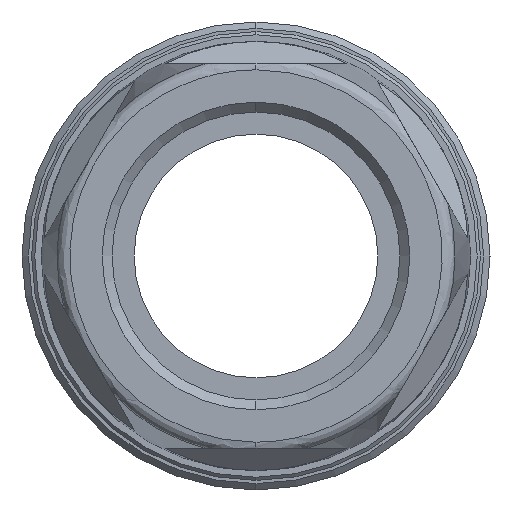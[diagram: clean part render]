
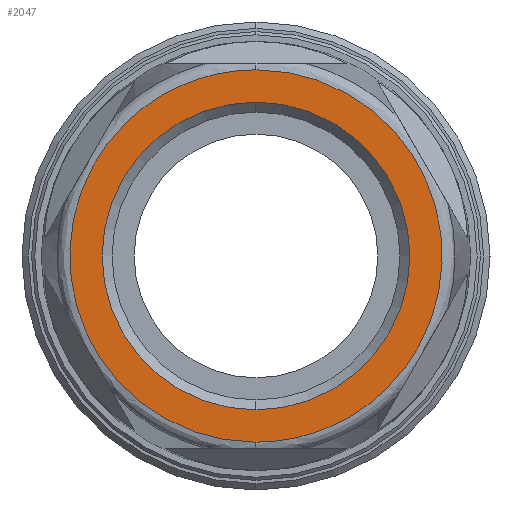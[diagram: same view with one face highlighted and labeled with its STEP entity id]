
A CAD part, left-side view. The second image highlights one B-rep face of the part: STEP entity #2047.
In plain terms, the highlighted planar face has unit normal (-1, 0, 0).
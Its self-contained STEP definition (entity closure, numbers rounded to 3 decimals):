
#85 = CARTESIAN_POINT ( 'NONE',  ( 0., 0., -24. ) ) ;
#86 = CARTESIAN_POINT ( 'NONE',  ( 0., 0., 24. ) ) ;
#285 = CIRCLE ( 'NONE', #544, 24. ) ;
#387 = CIRCLE ( 'NONE', #621, 24. ) ;
#434 = AXIS2_PLACEMENT_3D ( 'NONE', #798, #799, #800 ) ;
#544 = AXIS2_PLACEMENT_3D ( 'NONE', #1229, #1230, #1231 ) ;
#621 = AXIS2_PLACEMENT_3D ( 'NONE', #2236, #2237, #2238 ) ;
#797 = PLANE ( 'NONE',  #434 ) ;
#798 = CARTESIAN_POINT ( 'NONE',  ( 0., -60.41, 0. ) ) ;
#799 = DIRECTION ( 'NONE',  ( -1., 0., 0. ) ) ;
#800 = DIRECTION ( 'NONE',  ( 0., 0., 1. ) ) ;
#1222 = CARTESIAN_POINT ( 'NONE',  ( 0., 0., -29.043 ) ) ;
#1223 = CARTESIAN_POINT ( 'NONE',  ( 0., 58.085, -29.043 ) ) ;
#1224 = CARTESIAN_POINT ( 'NONE',  ( 0., 58.085, 29.043 ) ) ;
#1225 = CARTESIAN_POINT ( 'NONE',  ( 0., 0., 29.043 ) ) ;
#1229 = CARTESIAN_POINT ( 'NONE',  ( 0., 0., 0. ) ) ;
#1230 = DIRECTION ( 'NONE',  ( 1., 0., 0. ) ) ;
#1231 = DIRECTION ( 'NONE',  ( 0., 0., 1. ) ) ;
#1417 = CARTESIAN_POINT ( 'NONE',  ( 0., 0., 29.043 ) ) ;
#1418 = CARTESIAN_POINT ( 'NONE',  ( 0., -58.085, 29.043 ) ) ;
#1419 = CARTESIAN_POINT ( 'NONE',  ( 0., -58.085, -29.043 ) ) ;
#1420 = CARTESIAN_POINT ( 'NONE',  ( 0., 0., -29.043 ) ) ;
#2047 = ADVANCED_FACE ( 'NONE', ( #2492, #2491 ), #797, .T. ) ;
#2236 = CARTESIAN_POINT ( 'NONE',  ( 0., 0., 0. ) ) ;
#2237 = DIRECTION ( 'NONE',  ( 1., 0., 0. ) ) ;
#2238 = DIRECTION ( 'NONE',  ( 0., 0., 1. ) ) ;
#2377 = EDGE_LOOP ( 'NONE', ( #4030, #4028 ) ) ;
#2384 = EDGE_LOOP ( 'NONE', ( #4048, #4049 ) ) ;
#2412 = VERTEX_POINT ( 'NONE', #3164 ) ;
#2416 = VERTEX_POINT ( 'NONE', #3168 ) ;
#2491 = FACE_OUTER_BOUND ( 'NONE', #2377, .T. ) ;
#2492 = FACE_BOUND ( 'NONE', #2384, .T. ) ;
#2621 = VERTEX_POINT ( 'NONE', #85 ) ;
#2622 = VERTEX_POINT ( 'NONE', #86 ) ;
#3164 = CARTESIAN_POINT ( 'NONE',  ( 0., 0., 29.043 ) ) ;
#3168 = CARTESIAN_POINT ( 'NONE',  ( 0., 0., -29.043 ) ) ;
#3266 =( BOUNDED_CURVE ( )  B_SPLINE_CURVE ( 3, ( #1222, #1223, #1224, #1225 ),
 .UNSPECIFIED., .F., .T. ) 
 B_SPLINE_CURVE_WITH_KNOTS ( ( 4, 4 ),
 ( 0., 1. ),
 .UNSPECIFIED. ) 
 CURVE ( )  GEOMETRIC_REPRESENTATION_ITEM ( )  RATIONAL_B_SPLINE_CURVE ( ( 1., 0.333, 0.333, 1. ) ) 
 REPRESENTATION_ITEM ( '' )  );
#3273 =( BOUNDED_CURVE ( )  B_SPLINE_CURVE ( 3, ( #1417, #1418, #1419, #1420 ),
 .UNSPECIFIED., .F., .F. ) 
 B_SPLINE_CURVE_WITH_KNOTS ( ( 4, 4 ),
 ( 0., 1. ),
 .UNSPECIFIED. ) 
 CURVE ( )  GEOMETRIC_REPRESENTATION_ITEM ( )  RATIONAL_B_SPLINE_CURVE ( ( 1., 0.333, 0.333, 1. ) ) 
 REPRESENTATION_ITEM ( '' )  );
#3762 = EDGE_CURVE ( 'NONE', #2416, #2412, #3266, .T. ) ;
#3764 = EDGE_CURVE ( 'NONE', #2621, #2622, #285, .T. ) ;
#3827 = EDGE_CURVE ( 'NONE', #2412, #2416, #3273, .T. ) ;
#3865 = EDGE_CURVE ( 'NONE', #2622, #2621, #387, .T. ) ;
#4028 = ORIENTED_EDGE ( 'NONE', *, *, #3827, .F. ) ;
#4030 = ORIENTED_EDGE ( 'NONE', *, *, #3762, .F. ) ;
#4048 = ORIENTED_EDGE ( 'NONE', *, *, #3865, .T. ) ;
#4049 = ORIENTED_EDGE ( 'NONE', *, *, #3764, .T. ) ;
